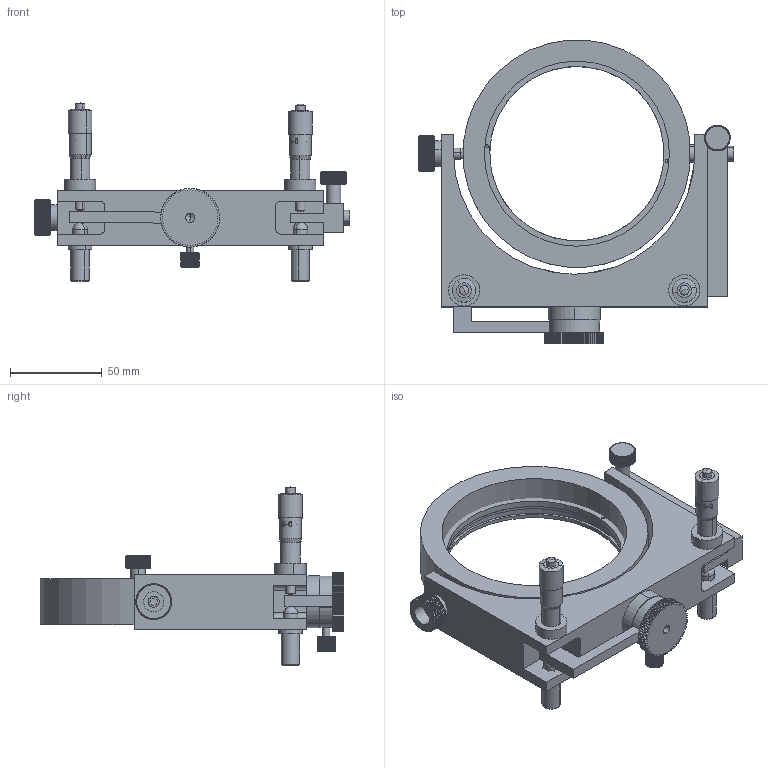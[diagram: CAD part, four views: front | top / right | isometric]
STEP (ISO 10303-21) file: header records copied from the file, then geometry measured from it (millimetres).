
FILE_DESCRIPTION (( 'STEP AP203' ), '1' );
FILE_NAME ('04PMH-4M.STEP', '2016-04-06T01:42:35', ( '' ), ( '' ), 'SwSTEP 2.0', 'SolidWorks 2016', '' );
FILE_SCHEMA (( 'CONFIG_CONTROL_DESIGN' ));
Length unit declared in the file: millimetre
Products named in the file (1): 04PMH-4M
Bounding box: 171.95 x 165.28 x 97 mm (x, y, z)
Volume: 305487.7 mm3; surface area: 104031.8 mm2
Topology: 26 solids, 26 shells, 2082 faces, 5264 edges, 3331 vertices
Faces by surface type: plane 1023, cylinder 517, bspline 268, cone 258, sphere 8, torus 8
Entity records: 88226 total; most frequent: CARTESIAN_POINT 41119, ORIENTED_EDGE 10468, DIRECTION 8584, EDGE_CURVE 5234, VERTEX_POINT 3327, AXIS2_PLACEMENT_3D 3139, VECTOR 2306, LINE 2306
